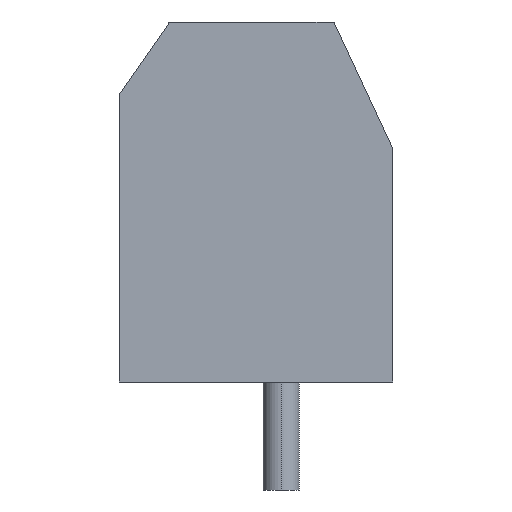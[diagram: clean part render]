
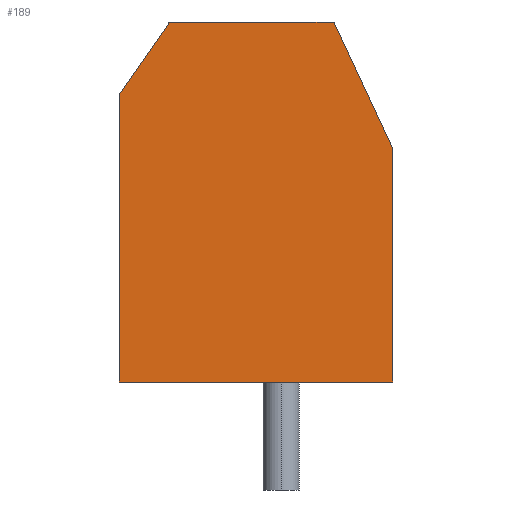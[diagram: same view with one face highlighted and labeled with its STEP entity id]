
A CAD part, left-side view. The second image highlights one B-rep face of the part: STEP entity #189.
In plain terms, the highlighted planar face has unit normal (-1, 0, 0).
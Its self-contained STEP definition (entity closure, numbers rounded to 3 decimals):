
#36 = VERTEX_POINT ( 'NONE', #219 ) ;
#74 = CARTESIAN_POINT ( 'NONE',  ( -5., -3.8, 0. ) ) ;
#87 = LINE ( 'NONE', #457, #127 ) ;
#122 = DIRECTION ( 'NONE',  ( 0., 0., -1. ) ) ;
#127 = VECTOR ( 'NONE', #1108, 1000. ) ;
#144 = VERTEX_POINT ( 'NONE', #268 ) ;
#189 = ADVANCED_FACE ( 'NONE', ( #794 ), #555, .F. ) ;
#219 = CARTESIAN_POINT ( 'NONE',  ( -5., -3.8, 6.5 ) ) ;
#225 = VERTEX_POINT ( 'NONE', #275 ) ;
#228 = DIRECTION ( 'NONE',  ( 0., -1., 0. ) ) ;
#256 = CARTESIAN_POINT ( 'NONE',  ( -5., 3.8, 0. ) ) ;
#268 = CARTESIAN_POINT ( 'NONE',  ( -5., 3.8, 8. ) ) ;
#275 = CARTESIAN_POINT ( 'NONE',  ( -5., -3.8, 0. ) ) ;
#289 = ORIENTED_EDGE ( 'NONE', *, *, #1481, .F. ) ;
#437 = ORIENTED_EDGE ( 'NONE', *, *, #921, .T. ) ;
#444 = EDGE_CURVE ( 'NONE', #36, #225, #654, .T. ) ;
#457 = CARTESIAN_POINT ( 'NONE',  ( -5., 3.8, 10. ) ) ;
#496 = EDGE_LOOP ( 'NONE', ( #289, #437, #1043, #1134, #607, #1301 ) ) ;
#555 = PLANE ( 'NONE',  #1060 ) ;
#607 = ORIENTED_EDGE ( 'NONE', *, *, #444, .F. ) ;
#621 = VECTOR ( 'NONE', #930, 1000. ) ;
#624 = CARTESIAN_POINT ( 'NONE',  ( -5., -3.8, 10. ) ) ;
#636 = VERTEX_POINT ( 'NONE', #1444 ) ;
#649 = DIRECTION ( 'NONE',  ( 1., 0., 0. ) ) ;
#654 = LINE ( 'NONE', #1484, #1297 ) ;
#666 = DIRECTION ( 'NONE',  ( 0., 0., -1. ) ) ;
#744 = VERTEX_POINT ( 'NONE', #256 ) ;
#782 = EDGE_CURVE ( 'NONE', #744, #225, #1458, .T. ) ;
#794 = FACE_OUTER_BOUND ( 'NONE', #496, .T. ) ;
#841 = EDGE_CURVE ( 'NONE', #36, #1185, #1401, .T. ) ;
#921 = EDGE_CURVE ( 'NONE', #636, #144, #1341, .T. ) ;
#930 = DIRECTION ( 'NONE',  ( 0., 0.423, 0.906 ) ) ;
#1001 = VECTOR ( 'NONE', #228, 1000. ) ;
#1043 = ORIENTED_EDGE ( 'NONE', *, *, #1125, .T. ) ;
#1050 = DIRECTION ( 'NONE',  ( 0., -1., 0. ) ) ;
#1060 = AXIS2_PLACEMENT_3D ( 'NONE', #1259, #649, #666 ) ;
#1094 = DIRECTION ( 'NONE',  ( 0., 0.574, -0.819 ) ) ;
#1108 = DIRECTION ( 'NONE',  ( 0., 0., -1. ) ) ;
#1122 = LINE ( 'NONE', #624, #1528 ) ;
#1125 = EDGE_CURVE ( 'NONE', #144, #744, #87, .T. ) ;
#1134 = ORIENTED_EDGE ( 'NONE', *, *, #782, .T. ) ;
#1185 = VERTEX_POINT ( 'NONE', #1272 ) ;
#1259 = CARTESIAN_POINT ( 'NONE',  ( -5., -3.8, 10. ) ) ;
#1272 = CARTESIAN_POINT ( 'NONE',  ( -5., -2.168, 10. ) ) ;
#1296 = CARTESIAN_POINT ( 'NONE',  ( -5., -2.168, 10. ) ) ;
#1297 = VECTOR ( 'NONE', #122, 1000. ) ;
#1301 = ORIENTED_EDGE ( 'NONE', *, *, #841, .T. ) ;
#1341 = LINE ( 'NONE', #1350, #1535 ) ;
#1350 = CARTESIAN_POINT ( 'NONE',  ( -5., 2.4, 10. ) ) ;
#1401 = LINE ( 'NONE', #1296, #621 ) ;
#1444 = CARTESIAN_POINT ( 'NONE',  ( -5., 2.4, 10. ) ) ;
#1458 = LINE ( 'NONE', #74, #1001 ) ;
#1481 = EDGE_CURVE ( 'NONE', #636, #1185, #1122, .T. ) ;
#1484 = CARTESIAN_POINT ( 'NONE',  ( -5., -3.8, 10. ) ) ;
#1528 = VECTOR ( 'NONE', #1050, 1000. ) ;
#1535 = VECTOR ( 'NONE', #1094, 1000. ) ;
